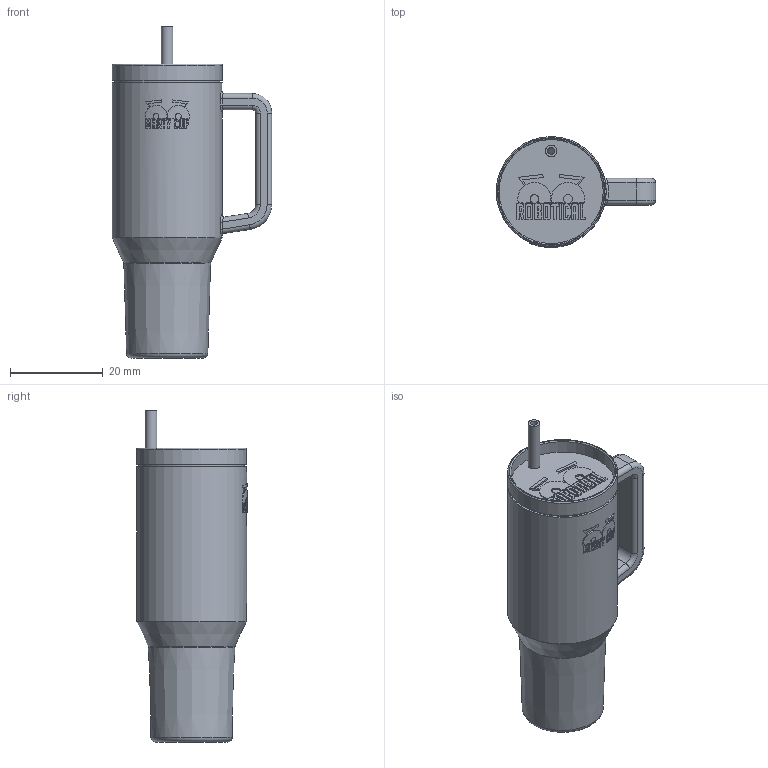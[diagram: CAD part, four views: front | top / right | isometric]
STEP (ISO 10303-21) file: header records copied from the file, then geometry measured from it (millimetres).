
FILE_DESCRIPTION(/* description */ (''),/* implementation_level */ '2;1');
FILE_NAME(/* name */ 'Marty Cup.step',/* time_stamp */ '2024-02-13T11:44:59Z',/* author */ (''),/* organization */ (''),/* preprocessor_version */ 'ST-DEVELOPER v20',/* originating_system */ 'Autodesk Translation Framework v12.20.1.177',/* authorisation */ '');
FILE_SCHEMA (('AUTOMOTIVE_DESIGN { 1 0 10303 214 3 1 1 }'));
Length unit declared in the file: millimetre
Products named in the file (1): Marty Cup
Bounding box: 34.47 x 23.94 x 71.75 mm (x, y, z)
Volume: 6411.6 mm3; surface area: 10669.7 mm2
Topology: 1 solids, 1 shells, 431 faces, 1132 edges, 737 vertices
Faces by surface type: plane 252, bspline 84, cylinder 68, torus 23, cone 4
Full cylindrical faces by diameter (mm): 1.5 x1, 2.5 x1, 21.368 x1, 22.5 x1, 22.75 x1, 23.75 x2
Entity records: 14810 total; most frequent: CARTESIAN_POINT 4469, ORIENTED_EDGE 2264, DIRECTION 1914, EDGE_CURVE 1132, VERTEX_POINT 737, LINE 678, VECTOR 678, AXIS2_PLACEMENT_3D 618
